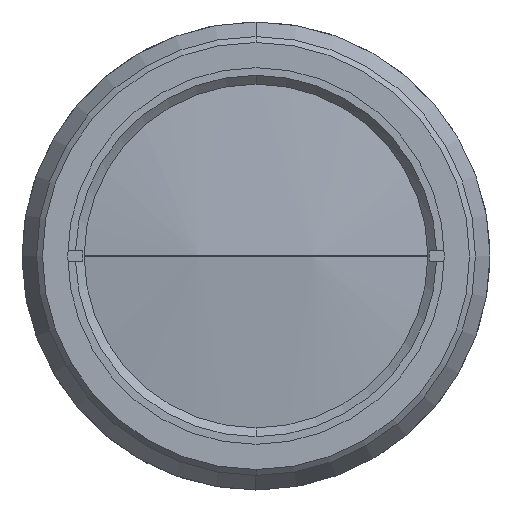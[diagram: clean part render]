
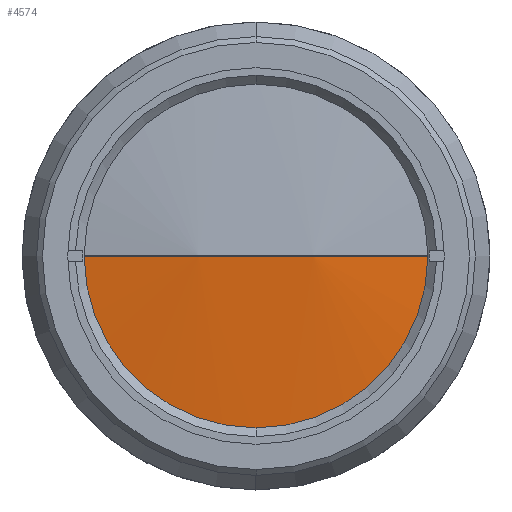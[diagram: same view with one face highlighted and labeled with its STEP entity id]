
A CAD part, left-side view. The second image highlights one B-rep face of the part: STEP entity #4574.
In plain terms, the highlighted spherical face has radius 129.85 mm.
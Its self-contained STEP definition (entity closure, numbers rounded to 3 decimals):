
#36 = DIRECTION ( 'NONE',  ( 0., -1., 0. ) ) ;
#37 = ORIENTED_EDGE ( 'NONE', *, *, #3865, .F. ) ;
#122 = CIRCLE ( 'NONE', #2885, 129.85 ) ;
#250 = EDGE_LOOP ( 'NONE', ( #37, #2676, #1802, #1442, #5068, #724 ) ) ;
#305 = CARTESIAN_POINT ( 'NONE',  ( -133.82, 24.8, 0. ) ) ;
#428 = CARTESIAN_POINT ( 'NONE',  ( -133.82, 0., 0. ) ) ;
#544 = CARTESIAN_POINT ( 'NONE',  ( -6.36, -23.5, 0. ) ) ;
#724 = ORIENTED_EDGE ( 'NONE', *, *, #903, .F. ) ;
#853 = DIRECTION ( 'NONE',  ( 0., -1., 0. ) ) ;
#871 = CIRCLE ( 'NONE', #3815, 127.706 ) ;
#903 = EDGE_CURVE ( 'NONE', #1825, #4781, #2830, .T. ) ;
#1029 = DIRECTION ( 'NONE',  ( 1., 0., 0. ) ) ;
#1042 = CIRCLE ( 'NONE', #4307, 129.85 ) ;
#1091 = VERTEX_POINT ( 'NONE', #2051 ) ;
#1126 = CARTESIAN_POINT ( 'NONE',  ( -134.066, -23.5, 0. ) ) ;
#1221 = CARTESIAN_POINT ( 'NONE',  ( -6.36, 23.5, 0. ) ) ;
#1396 = CARTESIAN_POINT ( 'NONE',  ( -6.36, 0., 0. ) ) ;
#1442 = ORIENTED_EDGE ( 'NONE', *, *, #4256, .F. ) ;
#1723 = DIRECTION ( 'NONE',  ( 0., 1., 0. ) ) ;
#1802 = ORIENTED_EDGE ( 'NONE', *, *, #2994, .F. ) ;
#1825 = VERTEX_POINT ( 'NONE', #5148 ) ;
#1958 = DIRECTION ( 'NONE',  ( 1., 0., 0. ) ) ;
#2051 = CARTESIAN_POINT ( 'NONE',  ( -134.066, 23.5, 0. ) ) ;
#2353 = VERTEX_POINT ( 'NONE', #305 ) ;
#2444 = DIRECTION ( 'NONE',  ( 1., 0., 0. ) ) ;
#2468 = DIRECTION ( 'NONE',  ( 0., 0., -1. ) ) ;
#2533 = AXIS2_PLACEMENT_3D ( 'NONE', #4478, #2468, #853 ) ;
#2676 = ORIENTED_EDGE ( 'NONE', *, *, #5186, .T. ) ;
#2830 = CIRCLE ( 'NONE', #3344, 129.85 ) ;
#2885 = AXIS2_PLACEMENT_3D ( 'NONE', #2985, #5060, #3824 ) ;
#2985 = CARTESIAN_POINT ( 'NONE',  ( -6.36, 0., 0. ) ) ;
#2994 = EDGE_CURVE ( 'NONE', #5201, #2353, #3446, .T. ) ;
#3035 = AXIS2_PLACEMENT_3D ( 'NONE', #544, #1723, #3327 ) ;
#3212 = CIRCLE ( 'NONE', #3035, 127.706 ) ;
#3236 = DIRECTION ( 'NONE',  ( 0., 0., 1. ) ) ;
#3327 = DIRECTION ( 'NONE',  ( 0., 0., -1. ) ) ;
#3344 = AXIS2_PLACEMENT_3D ( 'NONE', #1396, #4201, #1029 ) ;
#3428 = VERTEX_POINT ( 'NONE', #1126 ) ;
#3446 = CIRCLE ( 'NONE', #4126, 24.8 ) ;
#3647 = DIRECTION ( 'NONE',  ( 0., 0., 1. ) ) ;
#3677 = CARTESIAN_POINT ( 'NONE',  ( -134.066, -23.5, 0. ) ) ;
#3709 = EDGE_CURVE ( 'NONE', #4781, #3428, #3212, .T. ) ;
#3815 = AXIS2_PLACEMENT_3D ( 'NONE', #1221, #36, #3236 ) ;
#3824 = DIRECTION ( 'NONE',  ( 0., 1., 0. ) ) ;
#3865 = EDGE_CURVE ( 'NONE', #1091, #1825, #871, .T. ) ;
#4126 = AXIS2_PLACEMENT_3D ( 'NONE', #428, #2444, #3647 ) ;
#4201 = DIRECTION ( 'NONE',  ( 0., 0., 1. ) ) ;
#4256 = EDGE_CURVE ( 'NONE', #3428, #5201, #1042, .T. ) ;
#4307 = AXIS2_PLACEMENT_3D ( 'NONE', #5208, #4410, #1958 ) ;
#4410 = DIRECTION ( 'NONE',  ( 0., 0., 1. ) ) ;
#4446 = FACE_OUTER_BOUND ( 'NONE', #250, .T. ) ;
#4478 = CARTESIAN_POINT ( 'NONE',  ( -6.36, 0., 0. ) ) ;
#4574 = ADVANCED_FACE ( 'NONE', ( #4446 ), #5198, .T. ) ;
#4781 = VERTEX_POINT ( 'NONE', #3677 ) ;
#5060 = DIRECTION ( 'NONE',  ( 0., 0., -1. ) ) ;
#5068 = ORIENTED_EDGE ( 'NONE', *, *, #3709, .F. ) ;
#5086 = CARTESIAN_POINT ( 'NONE',  ( -133.82, -24.8, 0. ) ) ;
#5148 = CARTESIAN_POINT ( 'NONE',  ( -134.066, 23.5, 0. ) ) ;
#5186 = EDGE_CURVE ( 'NONE', #1091, #2353, #122, .T. ) ;
#5198 = SPHERICAL_SURFACE ( 'NONE', #2533, 129.85 ) ;
#5201 = VERTEX_POINT ( 'NONE', #5086 ) ;
#5208 = CARTESIAN_POINT ( 'NONE',  ( -6.36, 0., 0. ) ) ;
